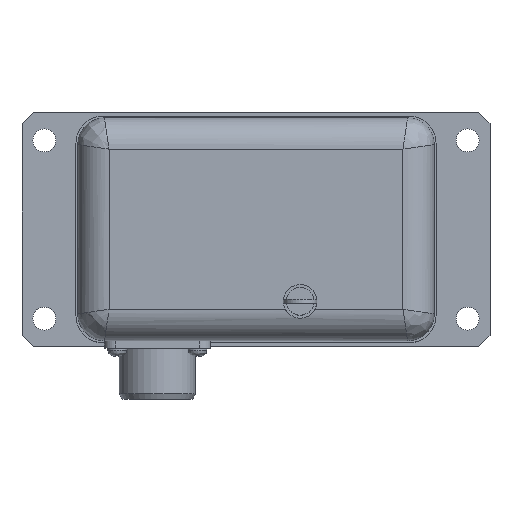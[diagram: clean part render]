
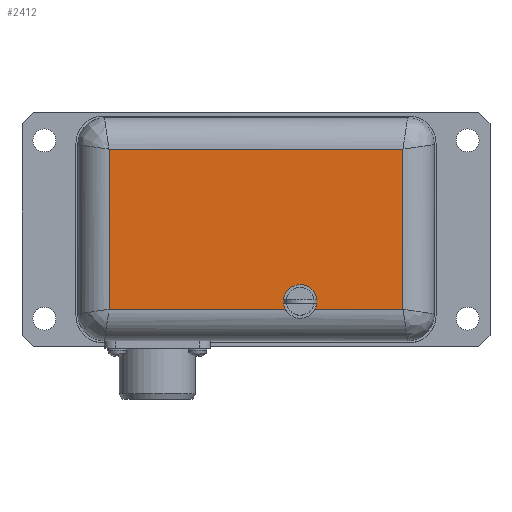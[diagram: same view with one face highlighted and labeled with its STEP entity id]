
A CAD part, top view. The second image highlights one B-rep face of the part: STEP entity #2412.
In plain terms, the highlighted planar face has unit normal (0, 0, 1).
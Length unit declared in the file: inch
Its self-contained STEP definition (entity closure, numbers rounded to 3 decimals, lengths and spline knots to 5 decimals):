
#1854=CARTESIAN_POINT('',(2.95443,0.412,2.25));
#1855=VERTEX_POINT('',#1854);
#1856=CARTESIAN_POINT('',(3.28557,0.412,2.25));
#1857=VERTEX_POINT('',#1856);
#1858=CARTESIAN_POINT('',(3.12,0.5,2.25));
#1859=DIRECTION('',(0.0,0.0,-1.0));
#1860=DIRECTION('',(-1.0,0.0,0.0));
#1861=AXIS2_PLACEMENT_3D('',#1858,#1859,#1860);
#1862=CIRCLE('',#1861,0.1875);
#1863=EDGE_CURVE('',#1855,#1857,#1862,.T.);
#2366=CARTESIAN_POINT('',(2.625,1.31,2.25));
#2367=DIRECTION('',(0.0,0.0,1.0));
#2368=DIRECTION('',(1.0,0.0,0.0));
#2369=AXIS2_PLACEMENT_3D('',#2366,#2367,#2368);
#2370=PLANE('',#2369);
#2371=ORIENTED_EDGE('',*,*,#1863,.T.);
#2372=CARTESIAN_POINT('',(4.273,0.412,2.25));
#2373=VERTEX_POINT('',#2372);
#2374=CARTESIAN_POINT('',(4.273,0.412,2.25));
#2375=DIRECTION('',(-1.0,0.0,0.0));
#2376=VECTOR('',#2375,0.98743);
#2377=LINE('',#2374,#2376);
#2378=EDGE_CURVE('',#2373,#1857,#2377,.T.);
#2379=ORIENTED_EDGE('',*,*,#2378,.F.);
#2380=CARTESIAN_POINT('',(4.273,2.208,2.25));
#2381=VERTEX_POINT('',#2380);
#2382=CARTESIAN_POINT('',(4.273,2.208,2.25));
#2383=DIRECTION('',(0.0,-1.0,0.0));
#2384=VECTOR('',#2383,1.796);
#2385=LINE('',#2382,#2384);
#2386=EDGE_CURVE('',#2381,#2373,#2385,.T.);
#2387=ORIENTED_EDGE('',*,*,#2386,.F.);
#2388=CARTESIAN_POINT('',(0.977,2.208,2.25));
#2389=VERTEX_POINT('',#2388);
#2390=CARTESIAN_POINT('',(0.977,2.208,2.25));
#2391=DIRECTION('',(1.0,0.0,0.0));
#2392=VECTOR('',#2391,3.296);
#2393=LINE('',#2390,#2392);
#2394=EDGE_CURVE('',#2389,#2381,#2393,.T.);
#2395=ORIENTED_EDGE('',*,*,#2394,.F.);
#2396=CARTESIAN_POINT('',(0.977,0.412,2.25));
#2397=VERTEX_POINT('',#2396);
#2398=CARTESIAN_POINT('',(0.977,0.412,2.25));
#2399=DIRECTION('',(0.0,1.0,0.0));
#2400=VECTOR('',#2399,1.796);
#2401=LINE('',#2398,#2400);
#2402=EDGE_CURVE('',#2397,#2389,#2401,.T.);
#2403=ORIENTED_EDGE('',*,*,#2402,.F.);
#2404=CARTESIAN_POINT('',(2.95443,0.412,2.25));
#2405=DIRECTION('',(-1.0,0.0,0.0));
#2406=VECTOR('',#2405,1.97743);
#2407=LINE('',#2404,#2406);
#2408=EDGE_CURVE('',#1855,#2397,#2407,.T.);
#2409=ORIENTED_EDGE('',*,*,#2408,.F.);
#2410=EDGE_LOOP('',(#2371,#2379,#2387,#2395,#2403,#2409));
#2411=FACE_OUTER_BOUND('',#2410,.T.);
#2412=ADVANCED_FACE('',(#2411),#2370,.T.);
